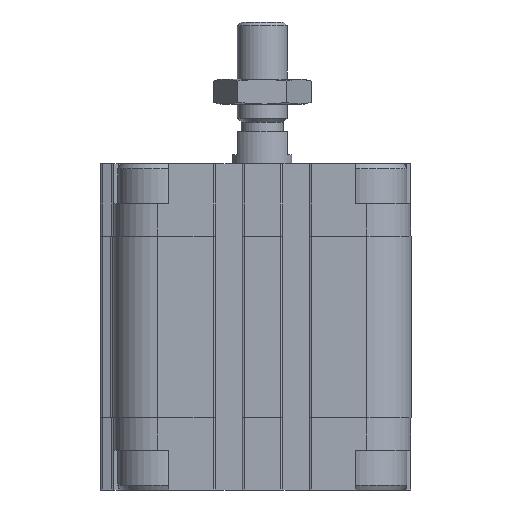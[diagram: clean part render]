
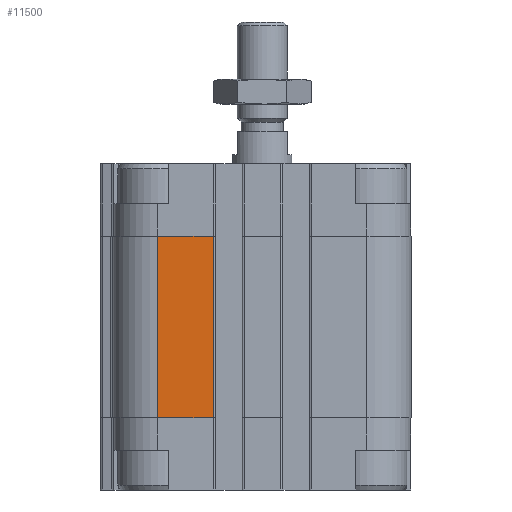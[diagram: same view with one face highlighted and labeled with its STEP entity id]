
A CAD part, left-side view. The second image highlights one B-rep face of the part: STEP entity #11500.
In plain terms, the highlighted face is planar.
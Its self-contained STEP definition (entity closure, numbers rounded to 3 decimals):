
#209=LINE('',#17397,#1269);
#546=LINE('',#18306,#1606);
#564=LINE('',#18390,#1624);
#565=LINE('',#18392,#1625);
#1269=VECTOR('',#13565,1000.);
#1606=VECTOR('',#14406,1000.);
#1624=VECTOR('',#14526,1000.);
#1625=VECTOR('',#14529,1000.);
#2294=PLANE('',#12462);
#4294=ORIENTED_EDGE('',*,*,#7213,.F.);
#4295=ORIENTED_EDGE('',*,*,#7255,.F.);
#4296=ORIENTED_EDGE('',*,*,#6754,.T.);
#4297=ORIENTED_EDGE('',*,*,#7256,.T.);
#6754=EDGE_CURVE('',#8423,#8422,#209,.T.);
#7213=EDGE_CURVE('',#8742,#8743,#546,.T.);
#7255=EDGE_CURVE('',#8423,#8742,#564,.T.);
#7256=EDGE_CURVE('',#8422,#8743,#565,.T.);
#8422=VERTEX_POINT('',#17396);
#8423=VERTEX_POINT('',#17398);
#8742=VERTEX_POINT('',#18305);
#8743=VERTEX_POINT('',#18307);
#9886=EDGE_LOOP('',(#4294,#4295,#4296,#4297));
#10680=FACE_BOUND('',#9886,.T.);
#11500=ADVANCED_FACE('',(#10680),#2294,.T.);
#12462=AXIS2_PLACEMENT_3D('',#18391,#14527,#14528);
#13565=DIRECTION('',(0.,1.,0.));
#14406=DIRECTION('',(0.,1.,0.));
#14526=DIRECTION('',(0.,0.,1.));
#14527=DIRECTION('',(1.,0.,0.));
#14528=DIRECTION('',(0.,0.,-1.));
#14529=DIRECTION('',(0.,0.,1.));
#17396=CARTESIAN_POINT('',(30.,-9.85,-51.));
#17397=CARTESIAN_POINT('',(30.,-21.,-51.));
#17398=CARTESIAN_POINT('',(30.,-21.,-51.));
#18305=CARTESIAN_POINT('',(30.,-21.,-14.5));
#18306=CARTESIAN_POINT('',(30.,-21.,-14.5));
#18307=CARTESIAN_POINT('',(30.,-9.85,-14.5));
#18390=CARTESIAN_POINT('',(30.,-21.,-51.));
#18391=CARTESIAN_POINT('',(30.,-21.,-51.));
#18392=CARTESIAN_POINT('',(30.,-9.85,-51.));
